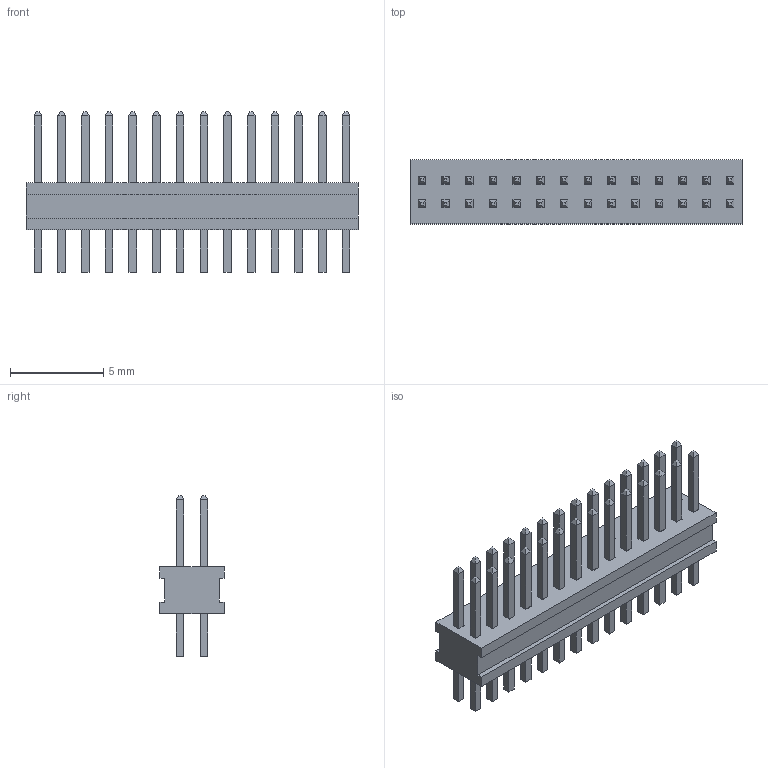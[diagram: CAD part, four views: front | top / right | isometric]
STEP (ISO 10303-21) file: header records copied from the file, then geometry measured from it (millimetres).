
FILE_DESCRIPTION(('FreeCAD Model'),'2;1');
FILE_NAME('Open CASCADE Shape Model','2025-01-15T15:25:14',(''),(''), 'Open CASCADE STEP processor 7.8','FreeCAD','Unknown');
FILE_SCHEMA(('AUTOMOTIVE_DESIGN { 1 0 10303 214 1 1 1 1 }'));
Length unit declared in the file: millimetre
Products named in the file (4): FTSH-114-04-L-D; FTSH-114-04-L-D_body; FTSH-114-04-L-D_pins1; FTSH-114-04-L-D_pins2
Assembly tree (3 placements, depth 2):
  FTSH-114-04-L-D
    FTSH-114-04-L-D_body
    FTSH-114-04-L-D_pins1
    FTSH-114-04-L-D_pins2
Bounding box: 17.78 x 3.43 x 8.61 mm (x, y, z)
Volume: 174.3 mm3; surface area: 753.9 mm2
Topology: 3 solids, 3 shells, 520 faces, 1430 edges, 916 vertices
Faces by surface type: plane 520
Entity records: 16223 total; most frequent: CARTESIAN_POINT 2870, ORIENTED_EDGE 2860, DIRECTION 2478, EDGE_CURVE 1430, LINE 1430, VECTOR 1430, VERTEX_POINT 916, FACE_BOUND 576
